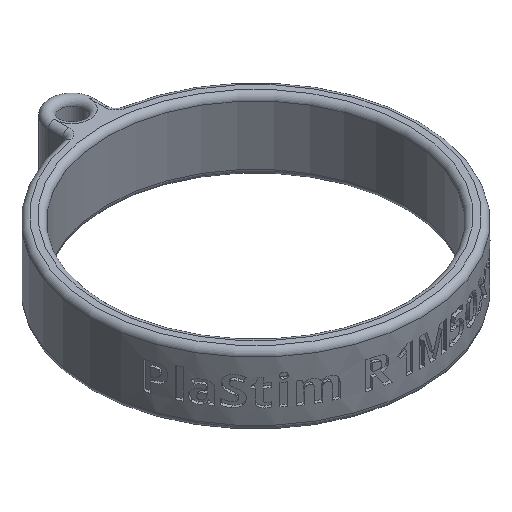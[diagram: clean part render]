
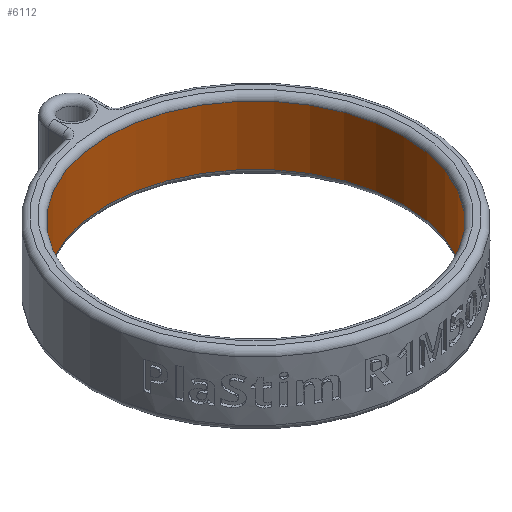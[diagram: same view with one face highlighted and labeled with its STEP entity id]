
A CAD part, isometric view. The second image highlights one B-rep face of the part: STEP entity #6112.
In plain terms, the highlighted cylindrical face has radius 25 mm (diameter 50 mm), a full revolution.
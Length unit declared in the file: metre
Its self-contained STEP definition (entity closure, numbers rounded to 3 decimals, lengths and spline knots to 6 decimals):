
#746=CIRCLE('',#6499,0.025);
#750=CIRCLE('',#6504,0.025);
#896=ORIENTED_EDGE('',*,*,#2824,.T.);
#897=ORIENTED_EDGE('',*,*,#2832,.F.);
#2824=EDGE_CURVE('',#3794,#3794,#746,.T.);
#2832=EDGE_CURVE('',#3800,#3800,#750,.T.);
#3794=VERTEX_POINT('',#8139);
#3800=VERTEX_POINT('',#8154);
#5243=EDGE_LOOP('',(#896));
#5244=EDGE_LOOP('',(#897));
#5647=FACE_BOUND('',#5243,.T.);
#5648=FACE_BOUND('',#5244,.T.);
#6045=CYLINDRICAL_SURFACE('',#6506,0.025);
#6112=ADVANCED_FACE('',(#5647,#5648),#6045,.F.);
#6499=AXIS2_PLACEMENT_3D('',#8138,#6917,#6918);
#6504=AXIS2_PLACEMENT_3D('',#8153,#6931,#6932);
#6506=AXIS2_PLACEMENT_3D('',#8157,#6935,#6936);
#6917=DIRECTION('',(0.,0.,1.));
#6918=DIRECTION('',(1.,0.,0.));
#6931=DIRECTION('',(0.,0.,1.));
#6932=DIRECTION('',(1.,0.,0.));
#6935=DIRECTION('',(0.,0.,-1.));
#6936=DIRECTION('',(-1.,0.,0.));
#8138=CARTESIAN_POINT('',(0.,0.,0.005));
#8139=CARTESIAN_POINT('',(0.025,0.,0.005));
#8153=CARTESIAN_POINT('',(0.,0.,-0.005));
#8154=CARTESIAN_POINT('',(0.025,0.,-0.005));
#8157=CARTESIAN_POINT('',(0.,0.,0.005));
